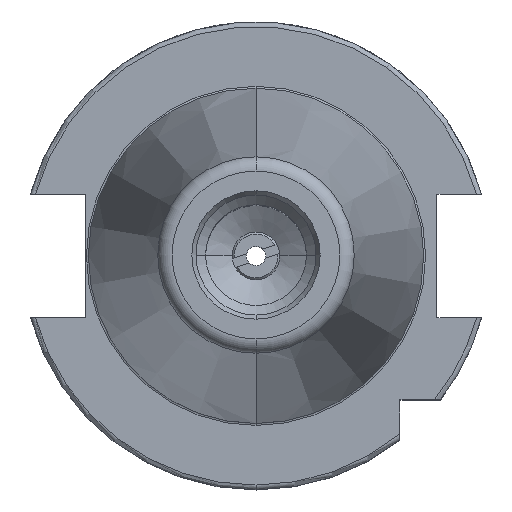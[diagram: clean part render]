
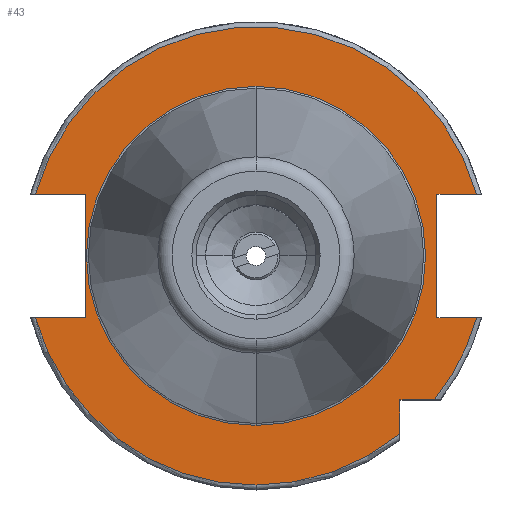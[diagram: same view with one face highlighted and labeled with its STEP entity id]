
A CAD part, top view. The second image highlights one B-rep face of the part: STEP entity #43.
In plain terms, the highlighted planar face has unit normal (0, 0, 1).
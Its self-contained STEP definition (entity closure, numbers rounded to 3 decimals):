
#43 = ADVANCED_FACE ( 'NONE', ( #5369, #184 ), #4060, .F. ) ;
#67 = CIRCLE ( 'NONE', #2918, 47.75 ) ;
#184 = FACE_OUTER_BOUND ( 'NONE', #3803, .T. ) ;
#204 = CARTESIAN_POINT ( 'NONE',  ( 0., 0., 15.9 ) ) ;
#209 = VECTOR ( 'NONE', #3071, 1000. ) ;
#296 = ORIENTED_EDGE ( 'NONE', *, *, #2165, .F. ) ;
#306 = EDGE_CURVE ( 'NONE', #5213, #3634, #4608, .T. ) ;
#331 = ORIENTED_EDGE ( 'NONE', *, *, #1089, .T. ) ;
#415 = CARTESIAN_POINT ( 'NONE',  ( 0., 0., 15.9 ) ) ;
#463 = EDGE_CURVE ( 'NONE', #1879, #555, #67, .T. ) ;
#464 = DIRECTION ( 'NONE',  ( -1., 0., 0. ) ) ;
#469 = EDGE_CURVE ( 'NONE', #4480, #5080, #5253, .T. ) ;
#475 = CARTESIAN_POINT ( 'NONE',  ( 37.7, -12.85, 15.9 ) ) ;
#555 = VERTEX_POINT ( 'NONE', #1600 ) ;
#593 = CARTESIAN_POINT ( 'NONE',  ( 0., -35.325, 15.9 ) ) ;
#656 = CARTESIAN_POINT ( 'NONE',  ( 0., 35.325, 15.9 ) ) ;
#657 = CIRCLE ( 'NONE', #3961, 35.325 ) ;
#687 = DIRECTION ( 'NONE',  ( -1., 0., 0. ) ) ;
#694 = CARTESIAN_POINT ( 'NONE',  ( 0., -47.75, 15.9 ) ) ;
#814 = CARTESIAN_POINT ( 'NONE',  ( 0., 0., 15.9 ) ) ;
#916 = DIRECTION ( 'NONE',  ( 0., -1., 0. ) ) ;
#934 = CARTESIAN_POINT ( 'NONE',  ( 38.426, -30., 15.9 ) ) ;
#1004 = VECTOR ( 'NONE', #2222, 1000. ) ;
#1087 = DIRECTION ( 'NONE',  ( 0., 1., 0. ) ) ;
#1089 = EDGE_CURVE ( 'NONE', #4005, #5080, #2864, .T. ) ;
#1134 = ORIENTED_EDGE ( 'NONE', *, *, #469, .F. ) ;
#1140 = CARTESIAN_POINT ( 'NONE',  ( -35.5, -12.85, 15.9 ) ) ;
#1192 = AXIS2_PLACEMENT_3D ( 'NONE', #5203, #1729, #5540 ) ;
#1217 = EDGE_CURVE ( 'NONE', #1441, #1508, #3182, .T. ) ;
#1244 = ORIENTED_EDGE ( 'NONE', *, *, #2506, .F. ) ;
#1310 = DIRECTION ( 'NONE',  ( 0., -1., 0. ) ) ;
#1381 = DIRECTION ( 'NONE',  ( 0., -1., 0. ) ) ;
#1397 = CARTESIAN_POINT ( 'NONE',  ( -35.5, 12.85, 15.9 ) ) ;
#1409 = CARTESIAN_POINT ( 'NONE',  ( -35.5, 12.85, 15.9 ) ) ;
#1441 = VERTEX_POINT ( 'NONE', #5342 ) ;
#1495 = ORIENTED_EDGE ( 'NONE', *, *, #306, .T. ) ;
#1508 = VERTEX_POINT ( 'NONE', #1837 ) ;
#1600 = CARTESIAN_POINT ( 'NONE',  ( 30., -37.149, 15.9 ) ) ;
#1643 = VERTEX_POINT ( 'NONE', #3369 ) ;
#1650 = DIRECTION ( 'NONE',  ( 0., 0., 1. ) ) ;
#1658 = DIRECTION ( 'NONE',  ( 1., 0., 0. ) ) ;
#1673 = DIRECTION ( 'NONE',  ( 0., 0., 1. ) ) ;
#1699 = CARTESIAN_POINT ( 'NONE',  ( 0., 0., 15.9 ) ) ;
#1729 = DIRECTION ( 'NONE',  ( 0., 0., 1. ) ) ;
#1739 = LINE ( 'NONE', #3444, #2711 ) ;
#1809 = CARTESIAN_POINT ( 'NONE',  ( 0., 35.325, 15.9 ) ) ;
#1837 = CARTESIAN_POINT ( 'NONE',  ( 37.7, -12.85, 15.9 ) ) ;
#1879 = VERTEX_POINT ( 'NONE', #694 ) ;
#2016 = LINE ( 'NONE', #5441, #4451 ) ;
#2142 = VERTEX_POINT ( 'NONE', #3861 ) ;
#2165 = EDGE_CURVE ( 'NONE', #4911, #555, #1739, .T. ) ;
#2222 = DIRECTION ( 'NONE',  ( 0., -1., 0. ) ) ;
#2338 = VERTEX_POINT ( 'NONE', #593 ) ;
#2380 = DIRECTION ( 'NONE',  ( 0., -1., 0. ) ) ;
#2417 = ORIENTED_EDGE ( 'NONE', *, *, #4758, .F. ) ;
#2420 = ORIENTED_EDGE ( 'NONE', *, *, #4398, .F. ) ;
#2451 = LINE ( 'NONE', #1397, #3481 ) ;
#2483 = EDGE_CURVE ( 'NONE', #2142, #1879, #4226, .T. ) ;
#2506 = EDGE_CURVE ( 'NONE', #1508, #3634, #4236, .T. ) ;
#2560 = ORIENTED_EDGE ( 'NONE', *, *, #1217, .F. ) ;
#2582 = EDGE_CURVE ( 'NONE', #2338, #4803, #657, .T. ) ;
#2693 = ORIENTED_EDGE ( 'NONE', *, *, #4289, .T. ) ;
#2711 = VECTOR ( 'NONE', #1310, 1000. ) ;
#2810 = AXIS2_PLACEMENT_3D ( 'NONE', #656, #4905, #1087 ) ;
#2864 = CIRCLE ( 'NONE', #3424, 47.75 ) ;
#2918 = AXIS2_PLACEMENT_3D ( 'NONE', #204, #5334, #2380 ) ;
#3033 = AXIS2_PLACEMENT_3D ( 'NONE', #415, #1650, #5061 ) ;
#3062 = LINE ( 'NONE', #934, #5169 ) ;
#3071 = DIRECTION ( 'NONE',  ( 1., 0., 0. ) ) ;
#3105 = DIRECTION ( 'NONE',  ( 0., -1., 0. ) ) ;
#3182 = LINE ( 'NONE', #4796, #1004 ) ;
#3369 = CARTESIAN_POINT ( 'NONE',  ( -35.5, -12.85, 15.9 ) ) ;
#3406 = DIRECTION ( 'NONE',  ( 0., 0., 1. ) ) ;
#3424 = AXIS2_PLACEMENT_3D ( 'NONE', #814, #1673, #916 ) ;
#3444 = CARTESIAN_POINT ( 'NONE',  ( 30., -30., 15.9 ) ) ;
#3481 = VECTOR ( 'NONE', #3105, 1000. ) ;
#3489 = ORIENTED_EDGE ( 'NONE', *, *, #5106, .T. ) ;
#3491 = ORIENTED_EDGE ( 'NONE', *, *, #2582, .F. ) ;
#3495 = CARTESIAN_POINT ( 'NONE',  ( -35.5, 12.85, 15.9 ) ) ;
#3634 = VERTEX_POINT ( 'NONE', #4829 ) ;
#3654 = VECTOR ( 'NONE', #687, 1000. ) ;
#3696 = ORIENTED_EDGE ( 'NONE', *, *, #463, .T. ) ;
#3714 = EDGE_CURVE ( 'NONE', #4480, #1643, #2451, .T. ) ;
#3803 = EDGE_LOOP ( 'NONE', ( #1134, #4300, #2693, #4974, #3696, #296, #2417, #1495, #1244, #2560, #3489, #331 ) ) ;
#3861 = CARTESIAN_POINT ( 'NONE',  ( -45.988, -12.85, 15.9 ) ) ;
#3961 = AXIS2_PLACEMENT_3D ( 'NONE', #1699, #3406, #4682 ) ;
#4005 = VERTEX_POINT ( 'NONE', #5522 ) ;
#4060 = PLANE ( 'NONE',  #2810 ) ;
#4084 = CARTESIAN_POINT ( 'NONE',  ( 30., -30., 15.9 ) ) ;
#4226 = CIRCLE ( 'NONE', #1192, 47.75 ) ;
#4236 = LINE ( 'NONE', #475, #209 ) ;
#4255 = CARTESIAN_POINT ( 'NONE',  ( -45.988, 12.85, 15.9 ) ) ;
#4289 = EDGE_CURVE ( 'NONE', #1643, #2142, #4971, .T. ) ;
#4300 = ORIENTED_EDGE ( 'NONE', *, *, #3714, .T. ) ;
#4339 = CARTESIAN_POINT ( 'NONE',  ( 37.149, -30., 15.9 ) ) ;
#4346 = AXIS2_PLACEMENT_3D ( 'NONE', #4730, #4674, #1381 ) ;
#4398 = EDGE_CURVE ( 'NONE', #4803, #2338, #5542, .T. ) ;
#4451 = VECTOR ( 'NONE', #1658, 1000. ) ;
#4480 = VERTEX_POINT ( 'NONE', #3495 ) ;
#4608 = CIRCLE ( 'NONE', #4346, 47.75 ) ;
#4674 = DIRECTION ( 'NONE',  ( 0., 0., 1. ) ) ;
#4682 = DIRECTION ( 'NONE',  ( 0., -1., 0. ) ) ;
#4730 = CARTESIAN_POINT ( 'NONE',  ( 0., 0., 15.9 ) ) ;
#4758 = EDGE_CURVE ( 'NONE', #5213, #4911, #3062, .T. ) ;
#4796 = CARTESIAN_POINT ( 'NONE',  ( 37.7, 12.85, 15.9 ) ) ;
#4803 = VERTEX_POINT ( 'NONE', #1809 ) ;
#4829 = CARTESIAN_POINT ( 'NONE',  ( 45.988, -12.85, 15.9 ) ) ;
#4905 = DIRECTION ( 'NONE',  ( 0., 0., -1. ) ) ;
#4911 = VERTEX_POINT ( 'NONE', #4084 ) ;
#4931 = EDGE_LOOP ( 'NONE', ( #3491, #2420 ) ) ;
#4971 = LINE ( 'NONE', #1140, #3654 ) ;
#4974 = ORIENTED_EDGE ( 'NONE', *, *, #2483, .T. ) ;
#5061 = DIRECTION ( 'NONE',  ( 0., -1., 0. ) ) ;
#5080 = VERTEX_POINT ( 'NONE', #4255 ) ;
#5106 = EDGE_CURVE ( 'NONE', #1441, #4005, #2016, .T. ) ;
#5162 = VECTOR ( 'NONE', #5282, 1000. ) ;
#5169 = VECTOR ( 'NONE', #464, 1000. ) ;
#5203 = CARTESIAN_POINT ( 'NONE',  ( 0., 0., 15.9 ) ) ;
#5213 = VERTEX_POINT ( 'NONE', #4339 ) ;
#5253 = LINE ( 'NONE', #1409, #5162 ) ;
#5282 = DIRECTION ( 'NONE',  ( -1., 0., 0. ) ) ;
#5334 = DIRECTION ( 'NONE',  ( 0., 0., 1. ) ) ;
#5342 = CARTESIAN_POINT ( 'NONE',  ( 37.7, 12.85, 15.9 ) ) ;
#5369 = FACE_BOUND ( 'NONE', #4931, .T. ) ;
#5441 = CARTESIAN_POINT ( 'NONE',  ( 37.7, 12.85, 15.9 ) ) ;
#5522 = CARTESIAN_POINT ( 'NONE',  ( 45.988, 12.85, 15.9 ) ) ;
#5540 = DIRECTION ( 'NONE',  ( 0., -1., 0. ) ) ;
#5542 = CIRCLE ( 'NONE', #3033, 35.325 ) ;
